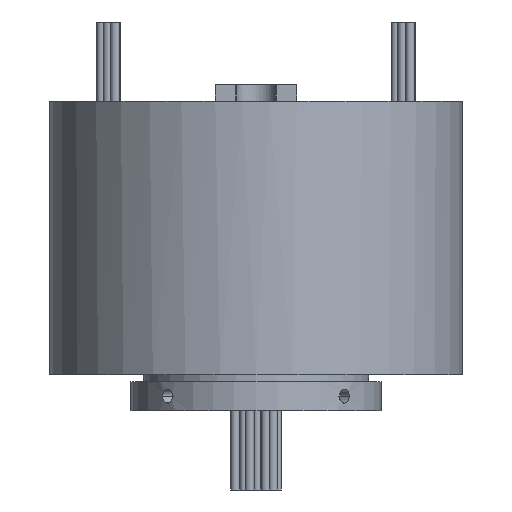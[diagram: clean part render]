
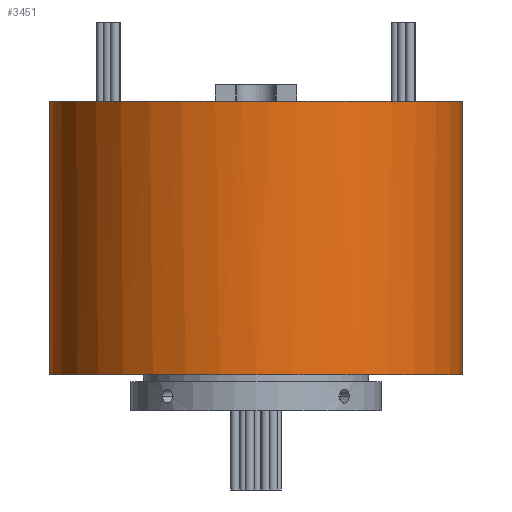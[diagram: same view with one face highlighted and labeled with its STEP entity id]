
A CAD part, front view. The second image highlights one B-rep face of the part: STEP entity #3451.
In plain terms, the highlighted cylindrical face has radius 49.5 mm (diameter 99 mm), a partial arc.
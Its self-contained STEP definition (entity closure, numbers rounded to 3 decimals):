
#328 = CARTESIAN_POINT ( 'NONE',  ( 49.5, 0., 74.2 ) ) ;
#378 = CARTESIAN_POINT ( 'NONE',  ( 0., 0., 74.2 ) ) ;
#437 = DIRECTION ( 'NONE',  ( 0., 0., -1. ) ) ;
#477 = EDGE_CURVE ( 'NONE', #5229, #4647, #1772, .T. ) ;
#519 = AXIS2_PLACEMENT_3D ( 'NONE', #4629, #1862, #5092 ) ;
#582 = VECTOR ( 'NONE', #437, 1000. ) ;
#725 = EDGE_CURVE ( 'NONE', #2279, #4647, #928, .T. ) ;
#826 = DIRECTION ( 'NONE',  ( 1., 0., 0. ) ) ;
#928 = CIRCLE ( 'NONE', #1078, 49.5 ) ;
#1078 = AXIS2_PLACEMENT_3D ( 'NONE', #4865, #4787, #4528 ) ;
#1110 = EDGE_CURVE ( 'NONE', #4678, #5229, #5721, .T. ) ;
#1389 = DIRECTION ( 'NONE',  ( 0., 0., -1. ) ) ;
#1406 = CARTESIAN_POINT ( 'NONE',  ( 0., 0., 74.2 ) ) ;
#1450 = VERTEX_POINT ( 'NONE', #4587 ) ;
#1466 = CARTESIAN_POINT ( 'NONE',  ( 49.5, 0., 74.2 ) ) ;
#1498 = EDGE_CURVE ( 'NONE', #2636, #1450, #2901, .T. ) ;
#1537 = AXIS2_PLACEMENT_3D ( 'NONE', #378, #3555, #826 ) ;
#1603 = VECTOR ( 'NONE', #1681, 1000. ) ;
#1681 = DIRECTION ( 'NONE',  ( 0., 0., -1. ) ) ;
#1699 = CARTESIAN_POINT ( 'NONE',  ( -49.5, 0., 8.6 ) ) ;
#1772 = LINE ( 'NONE', #328, #582 ) ;
#1862 = DIRECTION ( 'NONE',  ( 0., 0., 1. ) ) ;
#2193 = CIRCLE ( 'NONE', #1537, 49.5 ) ;
#2279 = VERTEX_POINT ( 'NONE', #1699 ) ;
#2335 = AXIS2_PLACEMENT_3D ( 'NONE', #1406, #1389, #4626 ) ;
#2446 = CARTESIAN_POINT ( 'NONE',  ( 0., 0., 74.2 ) ) ;
#2636 = VERTEX_POINT ( 'NONE', #4829 ) ;
#2812 = ORIENTED_EDGE ( 'NONE', *, *, #477, .F. ) ;
#2901 = CIRCLE ( 'NONE', #519, 49.5 ) ;
#2927 = DIRECTION ( 'NONE',  ( 1., 0., 0. ) ) ;
#2957 = EDGE_LOOP ( 'NONE', ( #2812, #5772, #4092, #4794, #4014, #5431 ) ) ;
#3270 = EDGE_CURVE ( 'NONE', #1450, #4678, #2193, .T. ) ;
#3353 = CYLINDRICAL_SURFACE ( 'NONE', #2335, 49.5 ) ;
#3451 = ADVANCED_FACE ( 'NONE', ( #3494 ), #3353, .T. ) ;
#3486 = AXIS2_PLACEMENT_3D ( 'NONE', #2446, #5686, #2927 ) ;
#3494 = FACE_OUTER_BOUND ( 'NONE', #2957, .T. ) ;
#3555 = DIRECTION ( 'NONE',  ( 0., 0., 1. ) ) ;
#4014 = ORIENTED_EDGE ( 'NONE', *, *, #4565, .T. ) ;
#4092 = ORIENTED_EDGE ( 'NONE', *, *, #3270, .F. ) ;
#4528 = DIRECTION ( 'NONE',  ( 1., 0., 0. ) ) ;
#4565 = EDGE_CURVE ( 'NONE', #2636, #2279, #5284, .T. ) ;
#4587 = CARTESIAN_POINT ( 'NONE',  ( -9.75, -48.53, 74.2 ) ) ;
#4626 = DIRECTION ( 'NONE',  ( -1., 0., 0. ) ) ;
#4629 = CARTESIAN_POINT ( 'NONE',  ( 0., 0., 74.2 ) ) ;
#4647 = VERTEX_POINT ( 'NONE', #4972 ) ;
#4678 = VERTEX_POINT ( 'NONE', #5913 ) ;
#4787 = DIRECTION ( 'NONE',  ( 0., 0., 1. ) ) ;
#4794 = ORIENTED_EDGE ( 'NONE', *, *, #1498, .F. ) ;
#4829 = CARTESIAN_POINT ( 'NONE',  ( -49.5, 0., 74.2 ) ) ;
#4865 = CARTESIAN_POINT ( 'NONE',  ( 0., 0., 8.6 ) ) ;
#4919 = CARTESIAN_POINT ( 'NONE',  ( -49.5, 0., 74.2 ) ) ;
#4972 = CARTESIAN_POINT ( 'NONE',  ( 49.5, 0., 8.6 ) ) ;
#5092 = DIRECTION ( 'NONE',  ( 1., 0., 0. ) ) ;
#5229 = VERTEX_POINT ( 'NONE', #1466 ) ;
#5284 = LINE ( 'NONE', #4919, #1603 ) ;
#5431 = ORIENTED_EDGE ( 'NONE', *, *, #725, .T. ) ;
#5686 = DIRECTION ( 'NONE',  ( 0., 0., 1. ) ) ;
#5721 = CIRCLE ( 'NONE', #3486, 49.5 ) ;
#5772 = ORIENTED_EDGE ( 'NONE', *, *, #1110, .F. ) ;
#5913 = CARTESIAN_POINT ( 'NONE',  ( 9.75, -48.53, 74.2 ) ) ;
